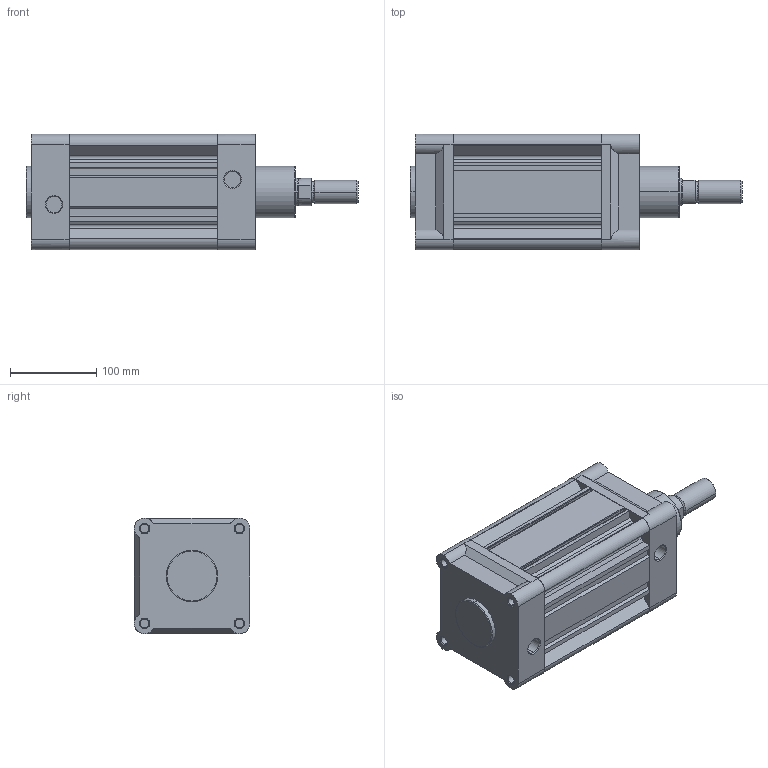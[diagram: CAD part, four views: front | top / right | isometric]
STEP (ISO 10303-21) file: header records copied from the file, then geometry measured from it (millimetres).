
FILE_DESCRIPTION (( 'STEP AP214' ), '1' );
FILE_NAME ('ISO-M 125-100 CYLINDER.STEP', '2010-08-02T15:05:08', ( '' ), ( '' ), 'SwSTEP 2.0', 'SolidWorks 2010', '' );
FILE_SCHEMA (( 'AUTOMOTIVE_DESIGN' ));
Length unit declared in the file: millimetre
Products named in the file (5): ISO 125  TORNA   ARKA  KAPAK; ISO 125 BORU TASARIM 2; ISO 125   TORNA  烰  KAPAK; ISO 125 M尳; ISO-M  125-100 CYLINDER
Assembly tree (4 placements, depth 2):
  ISO-M  125-100 CYLINDER
    ISO 125 BORU TASARIM 2
    ISO 125  TORNA   ARKA  KAPAK
    ISO 125   TORNA  烰  KAPAK
    ISO 125 M尳
Bounding box: 385 x 134 x 134 mm (x, y, z)
Volume: 3196456.7 mm3; surface area: 442090.4 mm2
Topology: 4 solids, 4 shells, 247 faces, 628 edges, 404 vertices
Faces by surface type: plane 127, cylinder 84, cone 26, torus 10
Entity records: 7932 total; most frequent: CARTESIAN_POINT 1398, DIRECTION 1314, ORIENTED_EDGE 1256, EDGE_CURVE 628, AXIS2_PLACEMENT_3D 460, VERTEX_POINT 404, VECTOR 394, LINE 394
